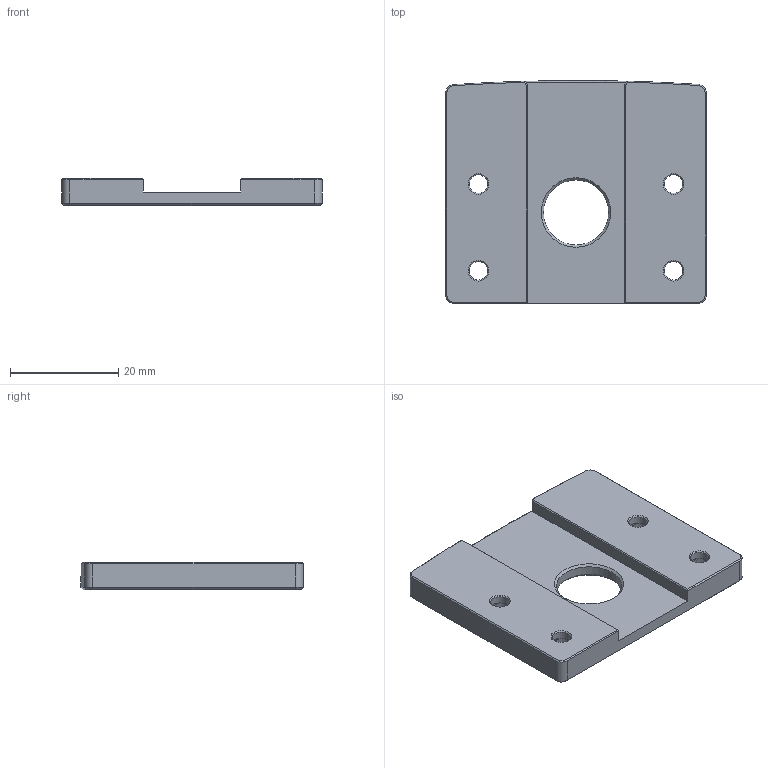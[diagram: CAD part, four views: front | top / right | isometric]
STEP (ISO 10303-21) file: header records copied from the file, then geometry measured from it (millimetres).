
FILE_DESCRIPTION(/* description */ (''),/* implementation_level */ '2;1');
FILE_NAME(/* name */ 'JJ100B_Discharger_mount.stp',/* time_stamp */ '2023-12-09T13:02:52+01:00',/* author */ (''),/* organization */ (''),/* preprocessor_version */ 'ST-DEVELOPER v18.102',/* originating_system */ 'SIEMENS PLM Software NX2206.8501',/* authorisation */ '');
FILE_SCHEMA (('AUTOMOTIVE_DESIGN { 1 0 10303 214 3 1 1 1 }'));
Length unit declared in the file: millimetre
Products named in the file (1): JJ100B_Grundplatte_objects
Bounding box: 48 x 41.07 x 5 mm (x, y, z)
Volume: 7200.4 mm3; surface area: 4904 mm2
Topology: 1 solids, 1 shells, 106 faces, 260 edges, 156 vertices
Faces by surface type: plane 66, cone 23, cylinder 16, torus 1
Full cylindrical faces by diameter (mm): 3.4 x4, 6 x4, 12 x1
Entity records: 3152 total; most frequent: DIRECTION 558, CARTESIAN_POINT 553, ORIENTED_EDGE 520, EDGE_CURVE 260, AXIS2_PLACEMENT_3D 193, LINE 172, VECTOR 172, VERTEX_POINT 156
